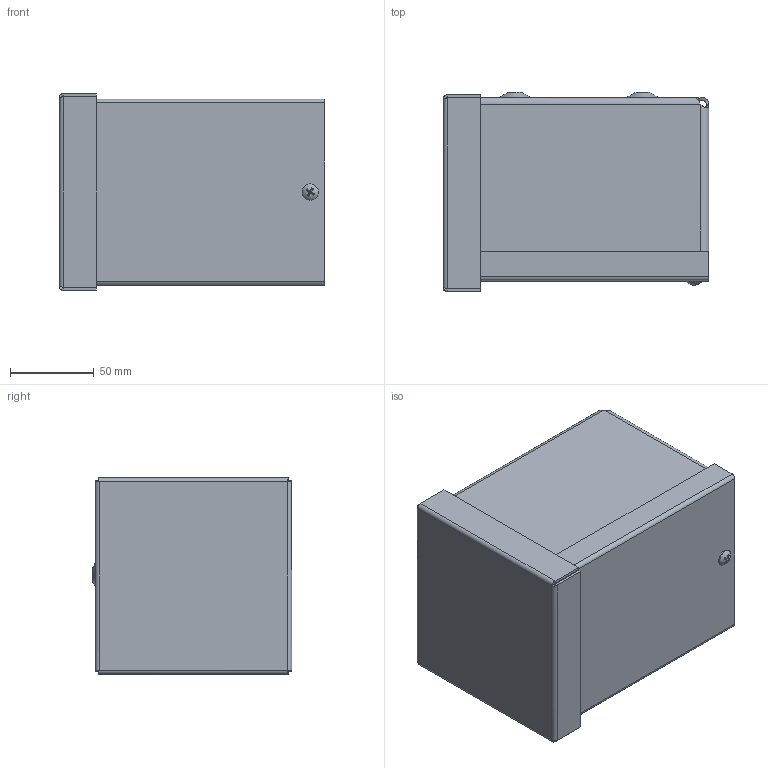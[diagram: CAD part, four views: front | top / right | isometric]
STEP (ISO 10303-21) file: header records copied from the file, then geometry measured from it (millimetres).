
FILE_DESCRIPTION(/* description */ ('RSC040604GNK, WRAP 4X6X4'),/* implementation_level */ '2;1');
FILE_NAME(/* name */ 'RSC040604GNK.iam.stp',/* time_stamp */ '2014-04-17T12:33:01-06:00',/* author */ ('kadelman'),/* organization */ (''),/* preprocessor_version */ 'ST-DEVELOPER v15.2',/* originating_system */ 'Autodesk Inventor 2014',/* authorisation */ '');
FILE_SCHEMA (('AUTOMOTIVE_DESIGN { 1 0 10303 214 3 1 1 }'));
Length unit declared in the file: inch
Products named in the file (6): RSC040604GNK_WRAP; RSC0406GNK_LID; RSC0404GNK_CAP; RSC0604GNK_BKP; 34056; RSC040604GNK
Bounding box: 158.76 x 119.09 x 117.47 mm (x, y, z)
Volume: 203065.9 mm3; surface area: 263172.1 mm2
Topology: 5 solids, 5 shells, 303 faces, 736 edges, 445 vertices
Faces by surface type: plane 128, cylinder 62, bspline 54, torus 28, sphere 17, cone 14
Full cylindrical faces by diameter (mm): 3.759 x1, 4.166 x1, 4.191 x1, 5.803 x1, 7.62 x2, 7.95 x2, 9.754 x1
Entity records: 9916 total; most frequent: CARTESIAN_POINT 3275, ORIENTED_EDGE 1296, DIRECTION 1143, EDGE_CURVE 648, VERTEX_POINT 412, LINE 399, VECTOR 399, EDGE_LOOP 372
